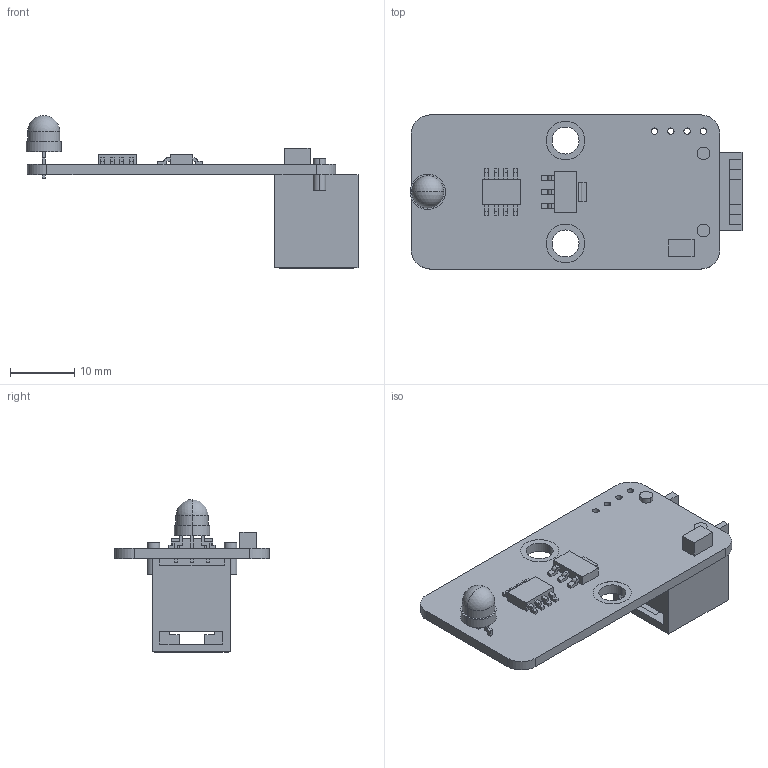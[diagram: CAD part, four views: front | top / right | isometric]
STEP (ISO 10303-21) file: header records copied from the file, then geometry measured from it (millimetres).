
FILE_DESCRIPTION (( 'STEP AP214' ), '1' );
FILE_NAME ('Me Infrared Receiver Decode V3.0.step', '2016-10-28T06:58:49', ( 'dell' ), ( '' ), 'SwSTEP 2.0', 'SolidWorks 2013', '' );
FILE_SCHEMA (( 'AUTOMOTIVE_DESIGN' ));
Length unit declared in the file: millimetre
Products named in the file (1): Me Infrared Receiver Decode V3.0
Bounding box: 51.67 x 24 x 23.8 mm (x, y, z)
Surface area: 4444.1 mm2 (no closed solid volume)
Topology: 0 solids, 3 shells, 229 faces, 750 edges, 513 vertices
Faces by surface type: plane 186, cylinder 41, sphere 2
Entity records: 10690 total; most frequent: CARTESIAN_POINT 1487, ORIENTED_EDGE 1342, DIRECTION 1302, EDGE_CURVE 746, LINE 650, VECTOR 650, VERTEX_POINT 511, AXIS2_PLACEMENT_3D 326
